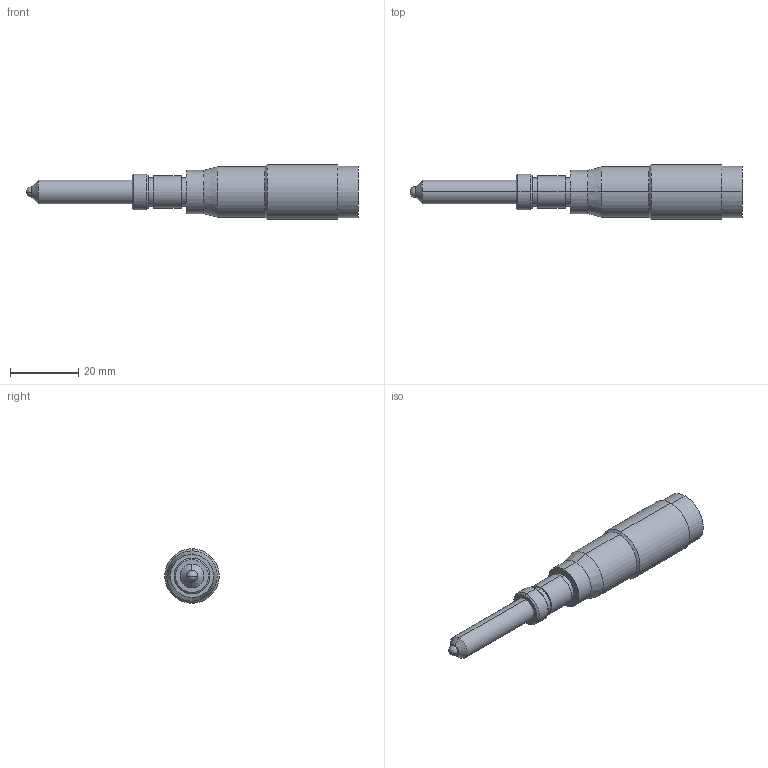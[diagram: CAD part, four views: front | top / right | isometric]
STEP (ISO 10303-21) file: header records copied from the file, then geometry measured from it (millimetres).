
FILE_DESCRIPTION((''),'2;1');
FILE_NAME('SM-25','2023-09-10T20:45:33',('Administrator'),(''),'CREO PARAMETRIC BY PTC INC, 2019030','CREO PARAMETRIC BY PTC INC, 2019030','');
FILE_SCHEMA(('AUTOMOTIVE_DESIGN { 1 0 10303 214 1 1 1 1 }'));
Length unit declared in the file: inch
Products named in the file (1): SM-25
Bounding box: 97.28 x 16 x 16 mm (x, y, z)
Volume: 11204.4 mm3; surface area: 3898.7 mm2
Topology: 1 solids, 1 shells, 40 faces, 85 edges, 50 vertices
Faces by surface type: cylinder 18, cone 10, plane 8, sphere 4
Entity records: 1486 total; most frequent: DIRECTION 216, CARTESIAN_POINT 174, ORIENTED_EDGE 162, COLOUR_RGB 112, AXIS2_PLACEMENT_3D 94, PRESENTATION_STYLE_ASSIGNMENT 83, STYLED_ITEM 83, CURVE_STYLE 82
